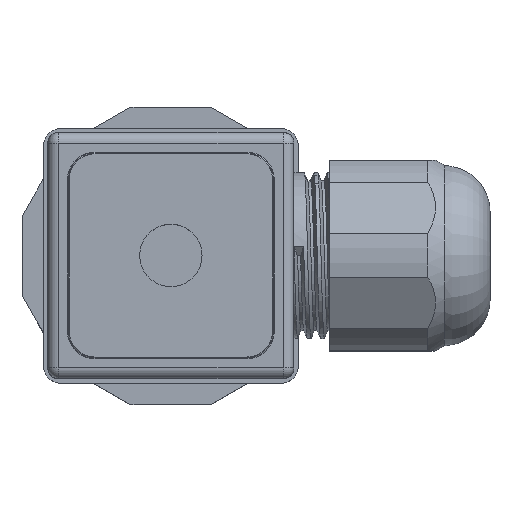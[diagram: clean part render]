
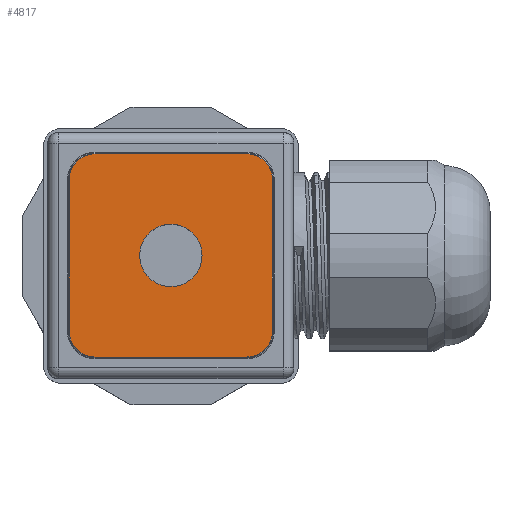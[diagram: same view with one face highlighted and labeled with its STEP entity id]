
A CAD part, top view. The second image highlights one B-rep face of the part: STEP entity #4817.
In plain terms, the highlighted planar face has unit normal (0, 0, 1).
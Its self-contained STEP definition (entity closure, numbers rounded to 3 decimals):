
#4817=ADVANCED_FACE('',(#11127,#11129),#11131,.T.);
#11127=FACE_BOUND('',#11128,.T.);
#11128=EDGE_LOOP('',(#17267,#17268,#17269,#17270,#17271,#17272,#17273,#17274));
#11129=FACE_BOUND('',#11130,.T.);
#11130=EDGE_LOOP('',(#17275));
#11131=PLANE('',#11132);
#11132=AXIS2_PLACEMENT_3D('',#11133,#11134,#11135);
#11133=CARTESIAN_POINT('',(0.,0.,31.));
#11134=DIRECTION('',(0.,0.,1.));
#11135=DIRECTION('',(1.,0.,0.));
#17267=ORIENTED_EDGE('',*,*,#19000,.T.);
#17268=ORIENTED_EDGE('',*,*,#19001,.F.);
#17269=ORIENTED_EDGE('',*,*,#19002,.T.);
#17270=ORIENTED_EDGE('',*,*,#19003,.F.);
#17271=ORIENTED_EDGE('',*,*,#19004,.T.);
#17272=ORIENTED_EDGE('',*,*,#19005,.F.);
#17273=ORIENTED_EDGE('',*,*,#19006,.T.);
#17274=ORIENTED_EDGE('',*,*,#19007,.F.);
#17275=ORIENTED_EDGE('',*,*,#19008,.T.);
#19000=EDGE_CURVE('',#20989,#20990,#20991,.T.);
#19001=EDGE_CURVE('',#20992,#20990,#20993,.F.);
#19002=EDGE_CURVE('',#20992,#20994,#20995,.T.);
#19003=EDGE_CURVE('',#20996,#20994,#20997,.F.);
#19004=EDGE_CURVE('',#20996,#20998,#20999,.T.);
#19005=EDGE_CURVE('',#21000,#20998,#21001,.F.);
#19006=EDGE_CURVE('',#21000,#21002,#21003,.T.);
#19007=EDGE_CURVE('',#20989,#21002,#21004,.F.);
#19008=EDGE_CURVE('',#21005,#21005,#21006,.F.);
#20989=VERTEX_POINT('',#27808);
#20990=VERTEX_POINT('',#27809);
#20991=LINE('',#27810,#27811);
#20992=VERTEX_POINT('',#27813);
#20993=CIRCLE('',#27814,2.9);
#20994=VERTEX_POINT('',#27818);
#20995=LINE('',#27819,#27820);
#20996=VERTEX_POINT('',#27822);
#20997=CIRCLE('',#27823,2.9);
#20998=VERTEX_POINT('',#27827);
#20999=LINE('',#27828,#27829);
#21000=VERTEX_POINT('',#27831);
#21001=CIRCLE('',#27832,2.9);
#21002=VERTEX_POINT('',#27836);
#21003=LINE('',#27837,#27838);
#21004=CIRCLE('',#27840,2.9);
#21005=VERTEX_POINT('',#27844);
#21006=CIRCLE('',#27845,3.5);
#27808=CARTESIAN_POINT('',(-8.5,-11.4,31.));
#27809=CARTESIAN_POINT('',(8.5,-11.4,31.));
#27810=CARTESIAN_POINT('',(-8.5,-11.4,31.));
#27811=VECTOR('',#27812,1.);
#27812=DIRECTION('',(1.,0.,0.));
#27813=CARTESIAN_POINT('',(11.4,-8.5,31.));
#27814=AXIS2_PLACEMENT_3D('',#27815,#27816,#27817);
#27815=CARTESIAN_POINT('',(8.5,-8.5,31.));
#27816=DIRECTION('',(-0.,0.,1.));
#27817=DIRECTION('',(0.,-1.,0.));
#27818=CARTESIAN_POINT('',(11.4,8.5,31.));
#27819=CARTESIAN_POINT('',(11.4,-8.5,31.));
#27820=VECTOR('',#27821,1.);
#27821=DIRECTION('',(0.,1.,0.));
#27822=CARTESIAN_POINT('',(8.5,11.4,31.));
#27823=AXIS2_PLACEMENT_3D('',#27824,#27825,#27826);
#27824=CARTESIAN_POINT('',(8.5,8.5,31.));
#27825=DIRECTION('',(0.,0.,1.));
#27826=DIRECTION('',(1.,0.,0.));
#27827=CARTESIAN_POINT('',(-8.5,11.4,31.));
#27828=CARTESIAN_POINT('',(8.5,11.4,31.));
#27829=VECTOR('',#27830,1.);
#27830=DIRECTION('',(-1.,0.,0.));
#27831=CARTESIAN_POINT('',(-11.4,8.5,31.));
#27832=AXIS2_PLACEMENT_3D('',#27833,#27834,#27835);
#27833=CARTESIAN_POINT('',(-8.5,8.5,31.));
#27834=DIRECTION('',(0.,0.,1.));
#27835=DIRECTION('',(0.,1.,0.));
#27836=CARTESIAN_POINT('',(-11.4,-8.5,31.));
#27837=CARTESIAN_POINT('',(-11.4,8.5,31.));
#27838=VECTOR('',#27839,1.);
#27839=DIRECTION('',(0.,-1.,0.));
#27840=AXIS2_PLACEMENT_3D('',#27841,#27842,#27843);
#27841=CARTESIAN_POINT('',(-8.5,-8.5,31.));
#27842=DIRECTION('',(0.,0.,1.));
#27843=DIRECTION('',(-1.,0.,0.));
#27844=CARTESIAN_POINT('',(3.5,0.,31.));
#27845=AXIS2_PLACEMENT_3D('',#27846,#27847,#27848);
#27846=CARTESIAN_POINT('',(0.,0.,31.));
#27847=DIRECTION('',(0.,0.,1.));
#27848=DIRECTION('',(1.,0.,0.));
